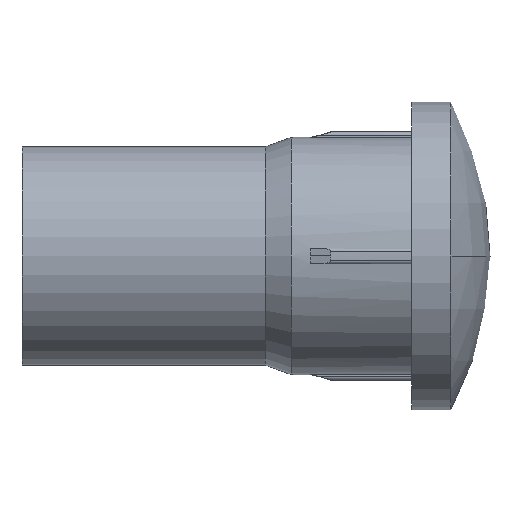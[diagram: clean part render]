
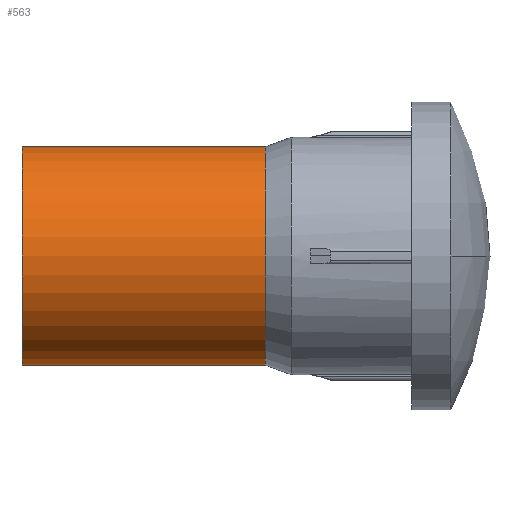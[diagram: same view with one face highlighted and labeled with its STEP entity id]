
A CAD part, front view. The second image highlights one B-rep face of the part: STEP entity #563.
In plain terms, the highlighted cylindrical face has radius 1.778 mm (diameter 3.556 mm), a partial arc.
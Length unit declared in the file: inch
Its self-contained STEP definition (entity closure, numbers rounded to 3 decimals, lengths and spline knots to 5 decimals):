
#25 = DIRECTION ( 'NONE',  ( 0., 0., 1. ) ) ;
#40 = DIRECTION ( 'NONE',  ( -1., 0., 0. ) ) ;
#58 = FACE_OUTER_BOUND ( 'NONE', #1136, .T. ) ;
#84 = ORIENTED_EDGE ( 'NONE', *, *, #1164, .F. ) ;
#92 = EDGE_CURVE ( 'NONE', #910, #1404, #155, .T. ) ;
#155 = CIRCLE ( 'NONE', #763, 0.07 ) ;
#200 = DIRECTION ( 'NONE',  ( -1., 0., 0. ) ) ;
#270 = CIRCLE ( 'NONE', #693, 0.07 ) ;
#315 = DIRECTION ( 'NONE',  ( 0., 0., 1. ) ) ;
#326 = DIRECTION ( 'NONE',  ( 0., 0., 1. ) ) ;
#436 = DIRECTION ( 'NONE',  ( -1., 0., 0. ) ) ;
#459 = DIRECTION ( 'NONE',  ( -1., 0., 0. ) ) ;
#471 = CARTESIAN_POINT ( 'NONE',  ( 0., 0., 0. ) ) ;
#491 = CARTESIAN_POINT ( 'NONE',  ( -0.25, 0., -0.07 ) ) ;
#548 = CARTESIAN_POINT ( 'NONE',  ( -0.25, 0., 0. ) ) ;
#558 = VECTOR ( 'NONE', #200, 39.37008 ) ;
#563 = ADVANCED_FACE ( 'NONE', ( #58 ), #591, .T. ) ;
#591 = CYLINDRICAL_SURFACE ( 'NONE', #780, 0.07 ) ;
#599 = DIRECTION ( 'NONE',  ( -1., 0., 0. ) ) ;
#612 = CARTESIAN_POINT ( 'NONE',  ( -0.094, 0., 0.07 ) ) ;
#616 = ORIENTED_EDGE ( 'NONE', *, *, #674, .F. ) ;
#674 = EDGE_CURVE ( 'NONE', #910, #991, #854, .T. ) ;
#693 = AXIS2_PLACEMENT_3D ( 'NONE', #548, #436, #315 ) ;
#740 = VECTOR ( 'NONE', #599, 39.37008 ) ;
#763 = AXIS2_PLACEMENT_3D ( 'NONE', #1023, #459, #326 ) ;
#780 = AXIS2_PLACEMENT_3D ( 'NONE', #471, #40, #25 ) ;
#826 = CARTESIAN_POINT ( 'NONE',  ( -0.25, 0., 0.07 ) ) ;
#854 = LINE ( 'NONE', #1309, #558 ) ;
#910 = VERTEX_POINT ( 'NONE', #1350 ) ;
#923 = EDGE_CURVE ( 'NONE', #1404, #1390, #1151, .T. ) ;
#942 = CARTESIAN_POINT ( 'NONE',  ( 0., 0., 0.07 ) ) ;
#991 = VERTEX_POINT ( 'NONE', #491 ) ;
#1023 = CARTESIAN_POINT ( 'NONE',  ( -0.094, 0., 0. ) ) ;
#1136 = EDGE_LOOP ( 'NONE', ( #616, #1258, #1197, #84 ) ) ;
#1151 = LINE ( 'NONE', #942, #740 ) ;
#1164 = EDGE_CURVE ( 'NONE', #991, #1390, #270, .T. ) ;
#1197 = ORIENTED_EDGE ( 'NONE', *, *, #923, .T. ) ;
#1258 = ORIENTED_EDGE ( 'NONE', *, *, #92, .T. ) ;
#1309 = CARTESIAN_POINT ( 'NONE',  ( 0., 0., -0.07 ) ) ;
#1350 = CARTESIAN_POINT ( 'NONE',  ( -0.094, 0., -0.07 ) ) ;
#1390 = VERTEX_POINT ( 'NONE', #826 ) ;
#1404 = VERTEX_POINT ( 'NONE', #612 ) ;
